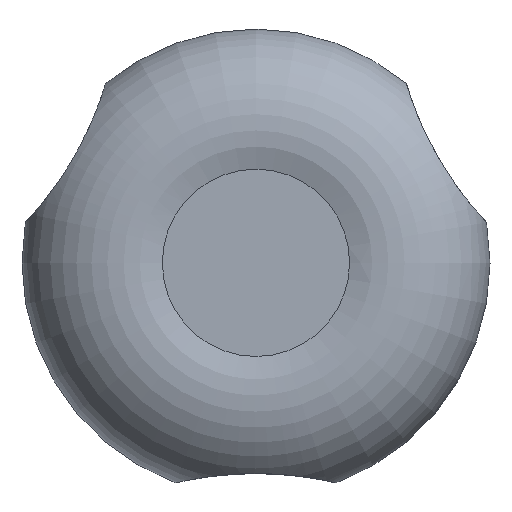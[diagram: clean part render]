
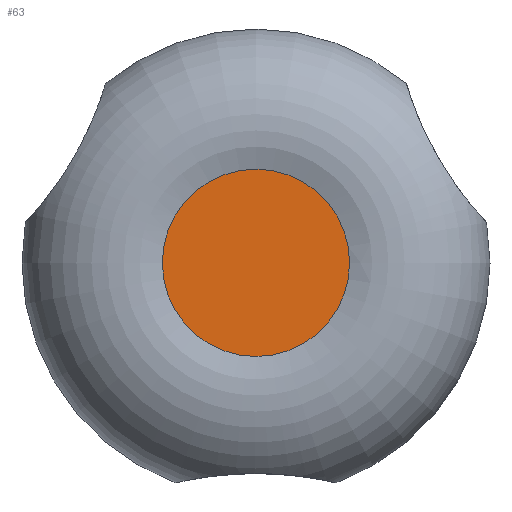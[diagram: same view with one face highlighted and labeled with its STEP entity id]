
A CAD part, top view. The second image highlights one B-rep face of the part: STEP entity #63.
In plain terms, the highlighted planar face has unit normal (0, 0, 1).
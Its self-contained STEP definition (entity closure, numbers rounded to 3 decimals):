
#63 = ADVANCED_FACE( '', ( #133 ), #134, .F. );
#133 = FACE_OUTER_BOUND( '', #199, .T. );
#134 = PLANE( '', #200 );
#199 = EDGE_LOOP( '', ( #283 ) );
#200 = AXIS2_PLACEMENT_3D( '', #284, #285, #286 );
#283 = ORIENTED_EDGE( '', *, *, #307, .T. );
#284 = CARTESIAN_POINT( '', ( 0., 0., 17.672 ) );
#285 = DIRECTION( '', ( 0., 0., -1. ) );
#286 = DIRECTION( '', ( -1., 0., 0. ) );
#307 = EDGE_CURVE( '', #342, #342, #343, .T. );
#342 = VERTEX_POINT( '', #560 );
#343 = CIRCLE( '', #561, 4. );
#560 = CARTESIAN_POINT( '', ( 4., 0., 17.672 ) );
#561 = AXIS2_PLACEMENT_3D( '', #598, #599, #600 );
#598 = CARTESIAN_POINT( '', ( 0., 0., 17.672 ) );
#599 = DIRECTION( '', ( 0., 0., 1. ) );
#600 = DIRECTION( '', ( 1., 0., 0. ) );
